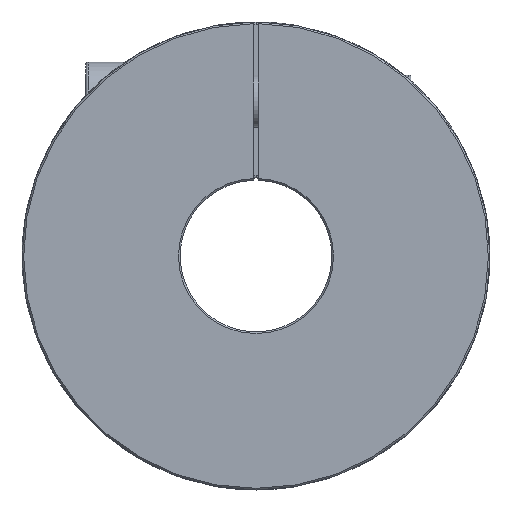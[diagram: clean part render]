
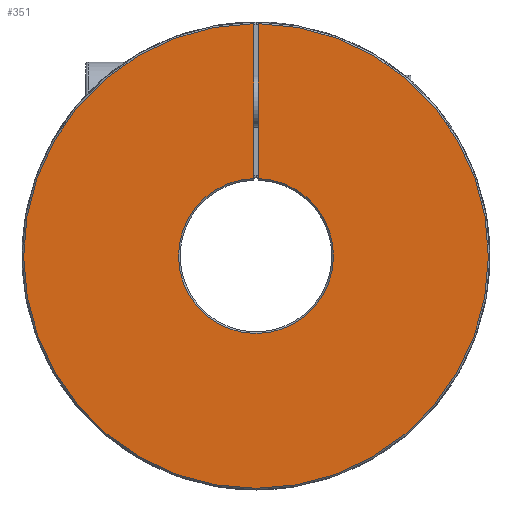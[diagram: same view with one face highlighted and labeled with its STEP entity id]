
A CAD part, left-side view. The second image highlights one B-rep face of the part: STEP entity #351.
In plain terms, the highlighted planar face has unit normal (-1, 0, 0).
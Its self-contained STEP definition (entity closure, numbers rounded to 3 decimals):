
#351 = ADVANCED_FACE ( 'NONE', ( #3682 ), #4895, .T. ) ;
#1647 = ORIENTED_EDGE ( 'NONE', *, *, #1755, .F. ) ;
#1648 = ORIENTED_EDGE ( 'NONE', *, *, #1682, .F. ) ;
#1649 = ORIENTED_EDGE ( 'NONE', *, *, #1753, .F. ) ;
#1650 = ORIENTED_EDGE ( 'NONE', *, *, #1750, .T. ) ;
#1651 = ORIENTED_EDGE ( 'NONE', *, *, #1754, .F. ) ;
#1682 = EDGE_CURVE ( 'NONE', #9763, #9762, #5945, .T. ) ;
#1750 = EDGE_CURVE ( 'NONE', #9996, #9997, #6014, .T. ) ;
#1753 = EDGE_CURVE ( 'NONE', #9996, #9763, #6025, .T. ) ;
#1754 = EDGE_CURVE ( 'NONE', #9995, #9997, #6027, .T. ) ;
#1755 = EDGE_CURVE ( 'NONE', #9762, #9995, #6010, .T. ) ;
#2572 = EDGE_LOOP ( 'NONE', ( #1647, #1648, #1649, #1650, #1651 ) ) ;
#3682 = FACE_OUTER_BOUND ( 'NONE', #2572, .T. ) ;
#4283 = AXIS2_PLACEMENT_3D ( 'NONE', #4894, #4900, #4901 ) ;
#4512 = AXIS2_PLACEMENT_3D ( 'NONE', #6463, #6464, #6465 ) ;
#4894 = CARTESIAN_POINT ( 'NONE',  ( -61.5, 0., 0. ) ) ;
#4895 = PLANE ( 'NONE',  #4283 ) ;
#4900 = DIRECTION ( 'NONE',  ( -1., 0., 0. ) ) ;
#4901 = DIRECTION ( 'NONE',  ( 0., 0., -1. ) ) ;
#5945 = CIRCLE ( 'NONE', #4512, 17.881 ) ;
#6010 = LINE ( 'NONE', #6810, #6016 ) ;
#6012 = VECTOR ( 'NONE', #6798, 1000. ) ;
#6014 = LINE ( 'NONE', #6797, #6012 ) ;
#6016 = VECTOR ( 'NONE', #6811, 1000. ) ;
#6025 = CIRCLE ( 'NONE', #7006, 17.881 ) ;
#6027 = CIRCLE ( 'NONE', #7003, 53.619 ) ;
#6463 = CARTESIAN_POINT ( 'NONE',  ( -61.5, 0., 0. ) ) ;
#6464 = DIRECTION ( 'NONE',  ( -1., 0., 0. ) ) ;
#6465 = DIRECTION ( 'NONE',  ( 0., 0., -1. ) ) ;
#6797 = CARTESIAN_POINT ( 'NONE',  ( -61.5, 0.5, 0. ) ) ;
#6798 = DIRECTION ( 'NONE',  ( 0., 0., 1. ) ) ;
#6803 = CARTESIAN_POINT ( 'NONE',  ( -61.5, 0., 0. ) ) ;
#6804 = DIRECTION ( 'NONE',  ( -1., 0., 0. ) ) ;
#6805 = DIRECTION ( 'NONE',  ( 0., 0., -1. ) ) ;
#6806 = CARTESIAN_POINT ( 'NONE',  ( -61.5, 0., 0. ) ) ;
#6808 = DIRECTION ( 'NONE',  ( 1., 0., 0. ) ) ;
#6809 = DIRECTION ( 'NONE',  ( 0., 0., -1. ) ) ;
#6810 = CARTESIAN_POINT ( 'NONE',  ( -61.5, -0.5, 0. ) ) ;
#6811 = DIRECTION ( 'NONE',  ( 0., 0., 1. ) ) ;
#7003 = AXIS2_PLACEMENT_3D ( 'NONE', #6806, #6808, #6809 ) ;
#7006 = AXIS2_PLACEMENT_3D ( 'NONE', #6803, #6804, #6805 ) ;
#9395 = CARTESIAN_POINT ( 'NONE',  ( -61.5, 0., -17.881 ) ) ;
#9421 = CARTESIAN_POINT ( 'NONE',  ( -61.5, -0.5, 17.874 ) ) ;
#9650 = CARTESIAN_POINT ( 'NONE',  ( -61.5, -0.5, 53.617 ) ) ;
#9651 = CARTESIAN_POINT ( 'NONE',  ( -61.5, 0.5, 17.874 ) ) ;
#9652 = CARTESIAN_POINT ( 'NONE',  ( -61.5, 0.5, 53.617 ) ) ;
#9762 = VERTEX_POINT ( 'NONE', #9421 ) ;
#9763 = VERTEX_POINT ( 'NONE', #9395 ) ;
#9995 = VERTEX_POINT ( 'NONE', #9650 ) ;
#9996 = VERTEX_POINT ( 'NONE', #9651 ) ;
#9997 = VERTEX_POINT ( 'NONE', #9652 ) ;
